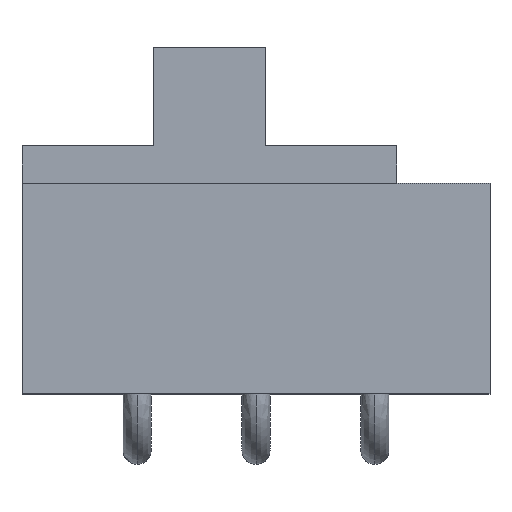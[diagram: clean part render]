
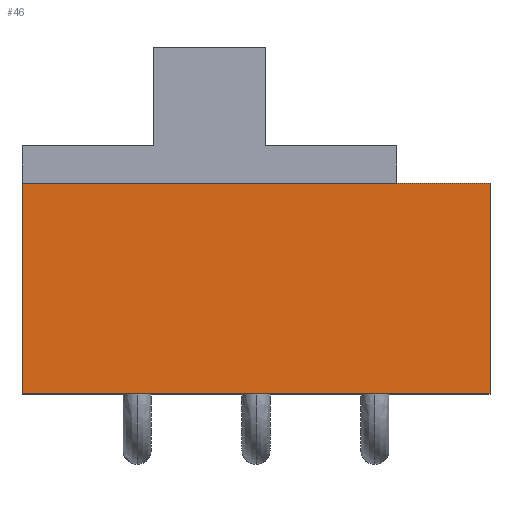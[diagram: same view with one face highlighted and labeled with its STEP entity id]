
A CAD part, top view. The second image highlights one B-rep face of the part: STEP entity #46.
In plain terms, the highlighted planar face has unit normal (0, 0, 1).
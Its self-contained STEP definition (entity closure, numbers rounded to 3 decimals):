
#18 = DIRECTION ( 'NONE',  ( -1., 0., 0. ) ) ;
#46 = ADVANCED_FACE ( 'NONE', ( #1266 ), #325, .F. ) ;
#84 = CARTESIAN_POINT ( 'NONE',  ( -5., 1.2, 2.5 ) ) ;
#91 = LINE ( 'NONE', #84, #706 ) ;
#118 = DIRECTION ( 'NONE',  ( -1., 0., 0. ) ) ;
#120 = ORIENTED_EDGE ( 'NONE', *, *, #1072, .T. ) ;
#135 = CARTESIAN_POINT ( 'NONE',  ( 5., 1.2, 2.5 ) ) ;
#150 = LINE ( 'NONE', #135, #434 ) ;
#171 = ORIENTED_EDGE ( 'NONE', *, *, #199, .T. ) ;
#174 = VERTEX_POINT ( 'NONE', #593 ) ;
#199 = EDGE_CURVE ( 'NONE', #1282, #1095, #91, .T. ) ;
#319 = LINE ( 'NONE', #700, #1090 ) ;
#325 = PLANE ( 'NONE',  #1220 ) ;
#343 = CARTESIAN_POINT ( 'NONE',  ( 5., 5.7, 2.5 ) ) ;
#434 = VECTOR ( 'NONE', #1062, 1000. ) ;
#470 = EDGE_LOOP ( 'NONE', ( #171, #683, #1124, #120 ) ) ;
#522 = EDGE_CURVE ( 'NONE', #1095, #174, #1472, .T. ) ;
#581 = DIRECTION ( 'NONE',  ( 0., 0., -1. ) ) ;
#593 = CARTESIAN_POINT ( 'NONE',  ( 5., 1.2, 2.5 ) ) ;
#683 = ORIENTED_EDGE ( 'NONE', *, *, #522, .T. ) ;
#700 = CARTESIAN_POINT ( 'NONE',  ( -5., 5.7, 2.5 ) ) ;
#706 = VECTOR ( 'NONE', #1231, 1000. ) ;
#833 = CARTESIAN_POINT ( 'NONE',  ( -5., 1.2, 2.5 ) ) ;
#1046 = CARTESIAN_POINT ( 'NONE',  ( -5., 1.2, 2.5 ) ) ;
#1062 = DIRECTION ( 'NONE',  ( 0., 1., 0. ) ) ;
#1068 = VERTEX_POINT ( 'NONE', #343 ) ;
#1072 = EDGE_CURVE ( 'NONE', #1068, #1282, #319, .T. ) ;
#1090 = VECTOR ( 'NONE', #18, 1000. ) ;
#1095 = VERTEX_POINT ( 'NONE', #833 ) ;
#1108 = EDGE_CURVE ( 'NONE', #174, #1068, #150, .T. ) ;
#1124 = ORIENTED_EDGE ( 'NONE', *, *, #1108, .T. ) ;
#1156 = DIRECTION ( 'NONE',  ( 1., 0., 0. ) ) ;
#1167 = VECTOR ( 'NONE', #1156, 1000. ) ;
#1220 = AXIS2_PLACEMENT_3D ( 'NONE', #1277, #581, #118 ) ;
#1231 = DIRECTION ( 'NONE',  ( 0., -1., 0. ) ) ;
#1266 = FACE_OUTER_BOUND ( 'NONE', #470, .T. ) ;
#1277 = CARTESIAN_POINT ( 'NONE',  ( 0., 0., 2.5 ) ) ;
#1282 = VERTEX_POINT ( 'NONE', #1398 ) ;
#1398 = CARTESIAN_POINT ( 'NONE',  ( -5., 5.7, 2.5 ) ) ;
#1472 = LINE ( 'NONE', #1046, #1167 ) ;
